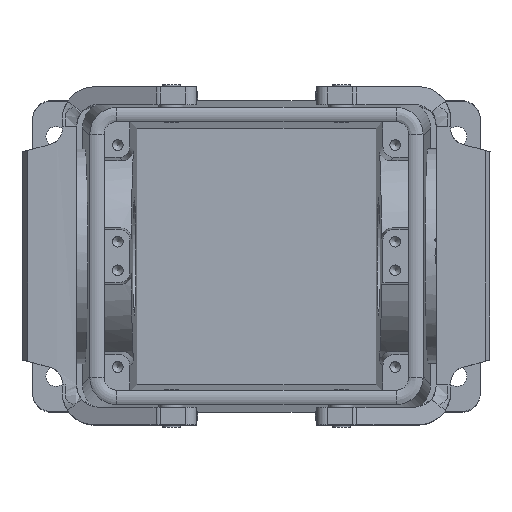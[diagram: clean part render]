
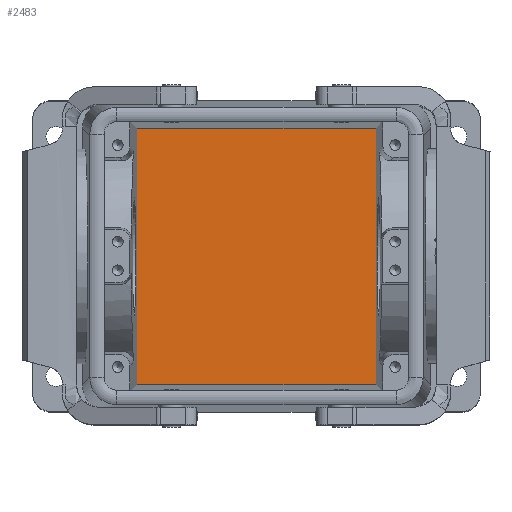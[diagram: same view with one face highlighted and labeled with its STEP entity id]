
A CAD part, top view. The second image highlights one B-rep face of the part: STEP entity #2483.
In plain terms, the highlighted planar face has unit normal (0, 0, 1).
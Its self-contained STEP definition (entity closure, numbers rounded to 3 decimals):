
#2269=CARTESIAN_POINT('',(-33.45,-35.869,-72.55));
#2270=VERTEX_POINT('',#2269);
#2277=CARTESIAN_POINT('',(-33.45,35.869,-72.55));
#2278=VERTEX_POINT('',#2277);
#2279=CARTESIAN_POINT('',(-33.45,-35.869,-72.55));
#2280=DIRECTION('',(0.0,1.0,0.0));
#2281=VECTOR('',#2280,71.737);
#2282=LINE('',#2279,#2281);
#2283=EDGE_CURVE('',#2270,#2278,#2282,.T.);
#2351=CARTESIAN_POINT('',(33.45,35.869,-72.55));
#2352=VERTEX_POINT('',#2351);
#2359=CARTESIAN_POINT('',(33.45,-35.869,-72.55));
#2360=VERTEX_POINT('',#2359);
#2361=CARTESIAN_POINT('',(33.45,-35.869,-72.55));
#2362=DIRECTION('',(0.0,1.0,0.0));
#2363=VECTOR('',#2362,71.737);
#2364=LINE('',#2361,#2363);
#2365=EDGE_CURVE('',#2360,#2352,#2364,.T.);
#2446=CARTESIAN_POINT('',(33.45,-35.869,-72.55));
#2447=DIRECTION('',(-1.0,0.0,0.0));
#2448=VECTOR('',#2447,66.9);
#2449=LINE('',#2446,#2448);
#2450=EDGE_CURVE('',#2360,#2270,#2449,.T.);
#2460=CARTESIAN_POINT('',(33.45,35.869,-72.55));
#2461=DIRECTION('',(-1.0,0.0,0.0));
#2462=VECTOR('',#2461,66.9);
#2463=LINE('',#2460,#2462);
#2464=EDGE_CURVE('',#2352,#2278,#2463,.T.);
#2472=CARTESIAN_POINT('',(0.0,0.0,-72.55));
#2473=DIRECTION('',(0.0,0.0,1.0));
#2474=DIRECTION('',(1.0,0.0,0.0));
#2475=AXIS2_PLACEMENT_3D('',#2472,#2473,#2474);
#2476=PLANE('',#2475);
#2477=ORIENTED_EDGE('',*,*,#2365,.T.);
#2478=ORIENTED_EDGE('',*,*,#2464,.T.);
#2479=ORIENTED_EDGE('',*,*,#2283,.F.);
#2480=ORIENTED_EDGE('',*,*,#2450,.F.);
#2481=EDGE_LOOP('',(#2477,#2478,#2479,#2480));
#2482=FACE_OUTER_BOUND('',#2481,.T.);
#2483=ADVANCED_FACE('',(#2482),#2476,.T.);
